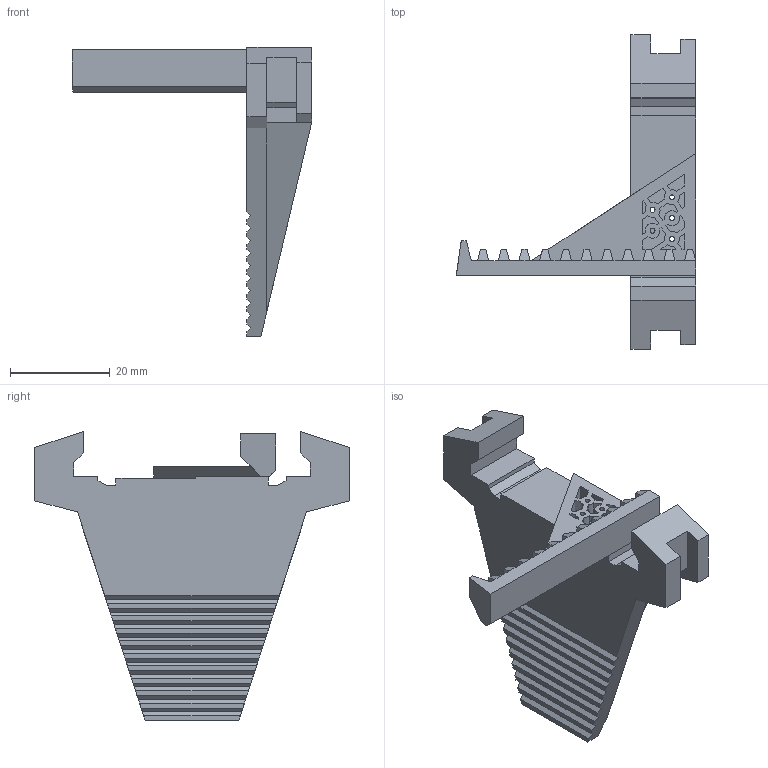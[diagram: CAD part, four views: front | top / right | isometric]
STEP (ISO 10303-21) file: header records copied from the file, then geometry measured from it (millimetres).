
FILE_DESCRIPTION(/* description */ ('','CAx-IF Rec.Pracs.---Representation and Presentation of Product Manufacturing Information (PMI)---4.0---2014-10-13'),/* implementation_level */ '2;1');
FILE_NAME(/* name */ 'Gripper_Jaw.stp',/* time_stamp */ '2026-02-01T17:06:56+03:00',/* author */ ('Dmitry'),/* organization */ (''),/* preprocessor_version */ 'ST-DEVELOPER v19.2',/* originating_system */ 'Autodesk Inventor 2024',/* authorisation */ '');
FILE_SCHEMA (('AP242_MANAGED_MODEL_BASED_3D_ENGINEERING_MIM_LF { 1 0 10303 442 1 1 4 }'));
Length unit declared in the file: millimetre
Products named in the file (1): Gripper_Jaw
Bounding box: 48 x 63.09 x 58 mm (x, y, z)
Volume: 11565.6 mm3; surface area: 9927.4 mm2
Topology: 1 solids, 1 shells, 250 faces, 670 edges, 435 vertices
Faces by surface type: plane 227, cylinder 22, bspline 1
Full cylindrical faces by diameter (mm): 1 x5
Entity records: 8578 total; most frequent: CARTESIAN_POINT 1694, ORIENTED_EDGE 1340, DIRECTION 1270, EDGE_CURVE 670, LINE 624, VECTOR 624, VERTEX_POINT 435, AXIS2_PLACEMENT_3D 323
